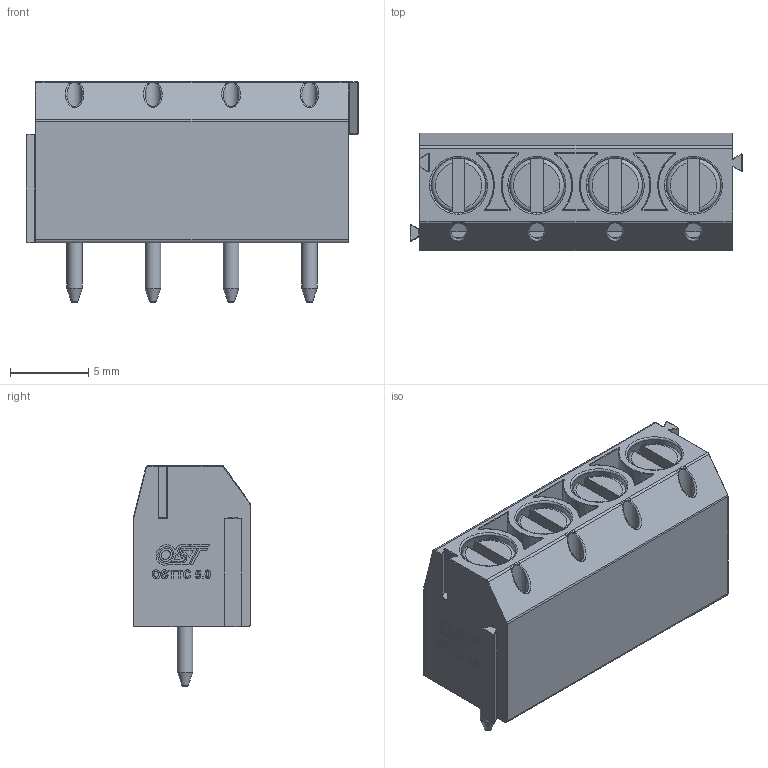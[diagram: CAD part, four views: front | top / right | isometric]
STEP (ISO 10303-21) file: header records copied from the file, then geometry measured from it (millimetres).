
FILE_DESCRIPTION(/* description */ (''),/* implementation_level */ '2;1');
FILE_NAME(/* name */ 'OST - OSTTC040162.step',/* time_stamp */ '2020-07-13T00:07:47+01:00',/* author */ (''),/* organization */ (''),/* preprocessor_version */ 'ST-DEVELOPER v18.1',/* originating_system */ 'Autodesk Translation Framework v9.3.0.1241',/* authorisation */ '');
FILE_SCHEMA (('AUTOMOTIVE_DESIGN { 1 0 10303 214 3 1 1 }'));
Products named in the file (1): OST - OSTTC040162
Bounding box: 21.2 x 7.5 x 14.1 mm (x, y, z)
Volume: 1031.8 mm3; surface area: 2684.6 mm2
Topology: 1 solids, 1 shells, 1449 faces, 3760 edges, 2294 vertices
Faces by surface type: cylinder 574, plane 316, bspline 301, torus 138, sphere 108, cone 12
Full cylindrical faces by diameter (mm): 1 x8, 2.016 x12, 2.175 x4, 2.53 x12, 3 x4, 4 x4
Entity records: 61343 total; most frequent: CARTESIAN_POINT 27429, ORIENTED_EDGE 7508, DIRECTION 6288, EDGE_CURVE 3754, AXIS2_PLACEMENT_3D 2423, VERTEX_POINT 2294, EDGE_LOOP 1512, FACE_OUTER_BOUND 1449
